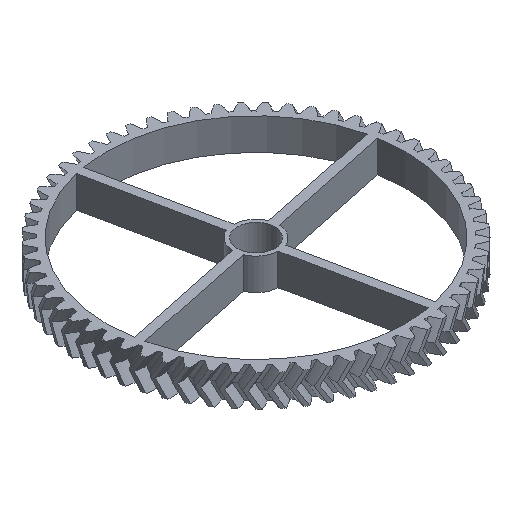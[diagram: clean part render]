
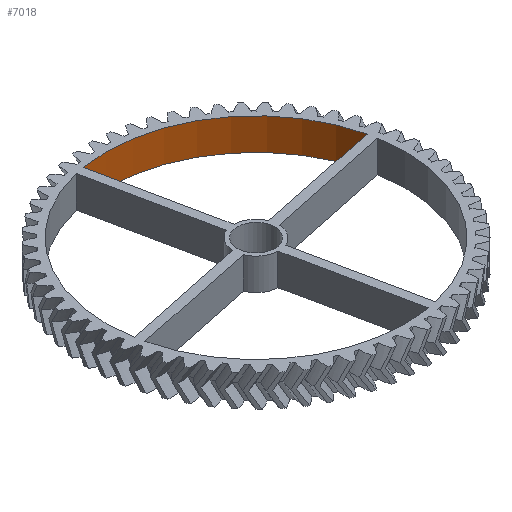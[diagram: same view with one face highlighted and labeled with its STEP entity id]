
A CAD part, isometric view. The second image highlights one B-rep face of the part: STEP entity #7018.
In plain terms, the highlighted cylindrical face has radius 33 mm (diameter 66 mm), a partial arc.
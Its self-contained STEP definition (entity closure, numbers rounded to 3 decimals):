
#1434=CIRCLE('',#7494,33.);
#1435=CIRCLE('',#7495,33.);
#1571=CYLINDRICAL_SURFACE('',#7493,33.);
#1644=FACE_OUTER_BOUND('',#2090,.T.);
#2090=EDGE_LOOP('',(#4606,#4607,#4608,#4609));
#2552=LINE('',#8215,#2585);
#2553=LINE('',#8221,#2586);
#2585=VECTOR('',#7739,10.);
#2586=VECTOR('',#7746,10.);
#2617=VERTEX_POINT('',#8209);
#2619=VERTEX_POINT('',#8213);
#2620=VERTEX_POINT('',#8217);
#2621=VERTEX_POINT('',#8219);
#3390=EDGE_CURVE('',#2619,#2617,#2552,.T.);
#3391=EDGE_CURVE('',#2617,#2620,#1434,.T.);
#3392=EDGE_CURVE('',#2621,#2619,#1435,.T.);
#3393=EDGE_CURVE('',#2621,#2620,#2553,.T.);
#4606=ORIENTED_EDGE('',*,*,#3391,.F.);
#4607=ORIENTED_EDGE('',*,*,#3390,.F.);
#4608=ORIENTED_EDGE('',*,*,#3392,.F.);
#4609=ORIENTED_EDGE('',*,*,#3393,.T.);
#7018=ADVANCED_FACE('',(#1644),#1571,.F.);
#7493=AXIS2_PLACEMENT_3D('',#8216,#7740,#7741);
#7494=AXIS2_PLACEMENT_3D('',#8218,#7742,#7743);
#7495=AXIS2_PLACEMENT_3D('',#8220,#7744,#7745);
#7739=DIRECTION('',(0.,0.,-1.));
#7740=DIRECTION('center_axis',(0.,0.,-1.));
#7741=DIRECTION('ref_axis',(0.979,0.205,0.));
#7742=DIRECTION('center_axis',(0.,0.,1.));
#7743=DIRECTION('ref_axis',(0.979,0.205,0.));
#7744=DIRECTION('center_axis',(0.,0.,-1.));
#7745=DIRECTION('ref_axis',(0.979,0.205,0.));
#7746=DIRECTION('',(0.,0.,-1.));
#8209=CARTESIAN_POINT('',(32.12,7.569,0.));
#8213=CARTESIAN_POINT('',(32.12,7.569,7.));
#8215=CARTESIAN_POINT('',(32.12,7.569,7.));
#8216=CARTESIAN_POINT('Origin',(0.,0.,7.));
#8217=CARTESIAN_POINT('',(-5.609,32.52,0.));
#8218=CARTESIAN_POINT('Origin',(0.,0.,0.));
#8219=CARTESIAN_POINT('',(-5.609,32.52,7.));
#8220=CARTESIAN_POINT('Origin',(0.,0.,7.));
#8221=CARTESIAN_POINT('',(-5.609,32.52,7.));
